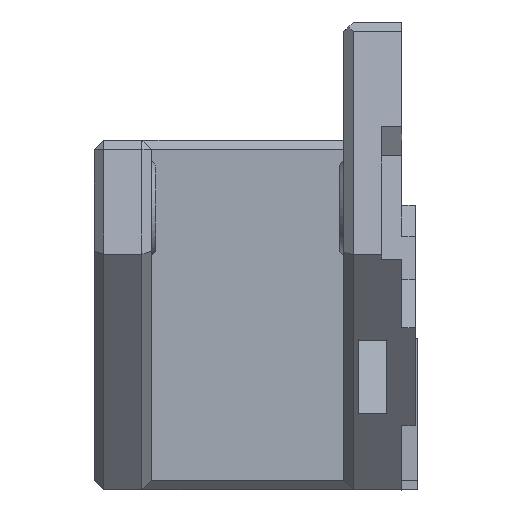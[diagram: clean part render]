
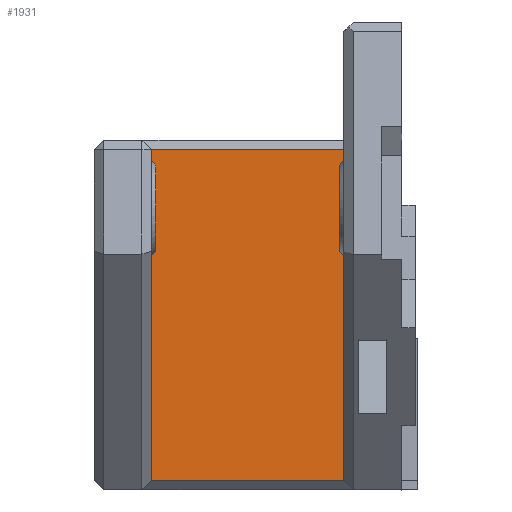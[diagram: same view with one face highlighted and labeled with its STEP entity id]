
A CAD part, left-side view. The second image highlights one B-rep face of the part: STEP entity #1931.
In plain terms, the highlighted planar face has unit normal (-1, 0, 0).
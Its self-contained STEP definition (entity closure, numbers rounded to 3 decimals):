
#181=FACE_OUTER_BOUND('',#303,.T.);
#303=EDGE_LOOP('',(#1707,#1708,#1709,#1710));
#448=LINE('',#2885,#681);
#526=LINE('',#3198,#759);
#532=LINE('',#3209,#765);
#545=LINE('',#3235,#778);
#681=VECTOR('',#2318,10.);
#759=VECTOR('',#2510,10.);
#765=VECTOR('',#2524,10.);
#778=VECTOR('',#2557,10.);
#871=VERTEX_POINT('',#2828);
#883=VERTEX_POINT('',#2883);
#941=VERTEX_POINT('',#3197);
#942=VERTEX_POINT('',#3207);
#1092=EDGE_CURVE('',#871,#883,#448,.T.);
#1190=EDGE_CURVE('',#871,#941,#526,.T.);
#1196=EDGE_CURVE('',#942,#883,#532,.T.);
#1209=EDGE_CURVE('',#942,#941,#545,.T.);
#1707=ORIENTED_EDGE('',*,*,#1190,.F.);
#1708=ORIENTED_EDGE('',*,*,#1092,.T.);
#1709=ORIENTED_EDGE('',*,*,#1196,.F.);
#1710=ORIENTED_EDGE('',*,*,#1209,.T.);
#1829=PLANE('',#2073);
#1931=ADVANCED_FACE('',(#181),#1829,.T.);
#2073=AXIS2_PLACEMENT_3D('',#3234,#2555,#2556);
#2318=DIRECTION('',(0.,0.,-1.));
#2510=DIRECTION('',(0.,-1.,0.));
#2524=DIRECTION('',(0.,1.,0.));
#2555=DIRECTION('center_axis',(-1.,0.,0.));
#2556=DIRECTION('ref_axis',(0.,0.,1.));
#2557=DIRECTION('',(0.,0.,1.));
#2828=CARTESIAN_POINT('',(-113.989,-35.52,351.942));
#2883=CARTESIAN_POINT('',(-113.989,-35.52,317.142));
#2885=CARTESIAN_POINT('',(-113.989,-35.52,341.142));
#3197=CARTESIAN_POINT('',(-113.989,-55.77,351.942));
#3198=CARTESIAN_POINT('',(-113.989,-50.331,351.942));
#3207=CARTESIAN_POINT('',(-113.989,-55.77,317.142));
#3209=CARTESIAN_POINT('',(-113.989,-56.447,317.142));
#3234=CARTESIAN_POINT('Origin',(-113.989,-50.331,343.267));
#3235=CARTESIAN_POINT('',(-113.989,-55.77,321.142));
